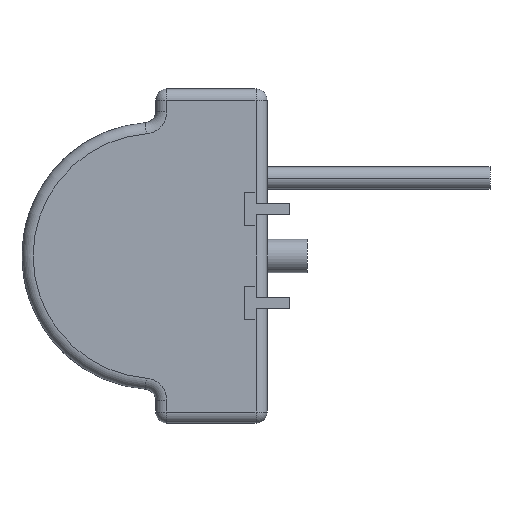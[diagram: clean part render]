
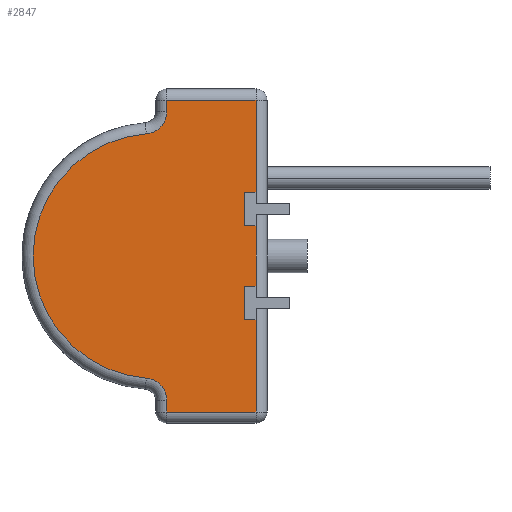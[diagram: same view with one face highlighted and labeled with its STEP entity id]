
A CAD part, left-side view. The second image highlights one B-rep face of the part: STEP entity #2847.
In plain terms, the highlighted planar face has unit normal (-1, 0, 0).
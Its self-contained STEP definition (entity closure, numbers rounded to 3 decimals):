
#35=DIRECTION('',(0.,1.,0.));
#36=VECTOR('',#35,0.5);
#37=CARTESIAN_POINT('',(-4.,0.5,-1.35));
#38=LINE('',#37,#36);
#43=DIRECTION('',(0.,0.,-1.));
#44=VECTOR('',#43,1.5);
#45=CARTESIAN_POINT('',(-4.,1.,-1.35));
#46=LINE('',#45,#44);
#50=DIRECTION('',(0.,-1.,0.));
#51=VECTOR('',#50,0.5);
#52=CARTESIAN_POINT('',(-4.,1.,-2.85));
#53=LINE('',#52,#51);
#57=DIRECTION('',(0.,0.,1.));
#58=VECTOR('',#57,4.15);
#59=CARTESIAN_POINT('',(-4.,0.5,-7.));
#60=LINE('',#59,#58);
#64=DIRECTION('',(0.,-1.,0.));
#65=VECTOR('',#64,4.);
#66=CARTESIAN_POINT('',(-4.,4.5,-7.));
#67=LINE('',#66,#65);
#71=DIRECTION('',(0.,0.,-1.));
#72=VECTOR('',#71,0.519);
#73=CARTESIAN_POINT('',(-4.,4.5,-6.481));
#74=LINE('',#73,#72);
#78=CARTESIAN_POINT('',(-4.,5.5,-6.481));
#79=DIRECTION('',(-1.,0.,0.));
#80=DIRECTION('',(0.,-1.,0.));
#81=AXIS2_PLACEMENT_3D('',#78,#79,#80);
#86=CARTESIAN_POINT('',(-4.,5.,0.));
#87=DIRECTION('',(-1.,0.,0.));
#88=DIRECTION('',(0.,0.077,0.997));
#89=AXIS2_PLACEMENT_3D('',#86,#87,#88);
#94=CARTESIAN_POINT('',(-4.,5.5,6.481));
#95=DIRECTION('',(-1.,0.,0.));
#96=DIRECTION('',(0.,-0.076,-0.997));
#97=AXIS2_PLACEMENT_3D('',#94,#95,#96);
#102=DIRECTION('',(0.,0.,-1.));
#103=VECTOR('',#102,0.519);
#104=CARTESIAN_POINT('',(-4.,4.5,7.));
#105=LINE('',#104,#103);
#109=DIRECTION('',(0.,1.,0.));
#110=VECTOR('',#109,4.);
#111=CARTESIAN_POINT('',(-4.,0.5,7.));
#112=LINE('',#111,#110);
#116=DIRECTION('',(0.,0.,1.));
#117=VECTOR('',#116,4.15);
#118=CARTESIAN_POINT('',(-4.,0.5,2.85));
#119=LINE('',#118,#117);
#123=DIRECTION('',(0.,-1.,0.));
#124=VECTOR('',#123,0.5);
#125=CARTESIAN_POINT('',(-4.,1.,2.85));
#126=LINE('',#125,#124);
#130=DIRECTION('',(0.,0.,1.));
#131=VECTOR('',#130,1.5);
#132=CARTESIAN_POINT('',(-4.,1.,1.35));
#133=LINE('',#132,#131);
#137=DIRECTION('',(0.,1.,0.));
#138=VECTOR('',#137,0.5);
#139=CARTESIAN_POINT('',(-4.,0.5,1.35));
#140=LINE('',#139,#138);
#144=DIRECTION('',(0.,0.,1.));
#145=VECTOR('',#144,2.7);
#146=CARTESIAN_POINT('',(-4.,0.5,-1.35));
#147=LINE('',#146,#145);
#2522=CARTESIAN_POINT('',(-4.,0.5,1.35));
#2523=CARTESIAN_POINT('',(-4.,1.,1.35));
#2524=VERTEX_POINT('',#2522);
#2525=VERTEX_POINT('',#2523);
#2526=CARTESIAN_POINT('',(-4.,1.,2.85));
#2527=VERTEX_POINT('',#2526);
#2528=CARTESIAN_POINT('',(-4.,0.5,2.85));
#2529=VERTEX_POINT('',#2528);
#2586=CARTESIAN_POINT('',(-4.,0.5,-1.35));
#2587=CARTESIAN_POINT('',(-4.,1.,-1.35));
#2588=VERTEX_POINT('',#2586);
#2589=VERTEX_POINT('',#2587);
#2590=CARTESIAN_POINT('',(-4.,1.,-2.85));
#2591=VERTEX_POINT('',#2590);
#2592=CARTESIAN_POINT('',(-4.,0.5,-2.85));
#2593=VERTEX_POINT('',#2592);
#2684=CARTESIAN_POINT('',(-4.,4.5,7.));
#2685=CARTESIAN_POINT('',(-4.,4.5,6.481));
#2686=VERTEX_POINT('',#2684);
#2687=VERTEX_POINT('',#2685);
#2688=CARTESIAN_POINT('',(-4.,5.424,5.484));
#2689=CARTESIAN_POINT('',(-4.,5.424,-5.484));
#2690=VERTEX_POINT('',#2688);
#2691=VERTEX_POINT('',#2689);
#2696=CARTESIAN_POINT('',(-4.,4.5,-6.481));
#2697=CARTESIAN_POINT('',(-4.,4.5,-7.));
#2698=VERTEX_POINT('',#2696);
#2699=VERTEX_POINT('',#2697);
#2702=CARTESIAN_POINT('',(-4.,0.5,-7.));
#2703=VERTEX_POINT('',#2702);
#2704=CARTESIAN_POINT('',(-4.,0.5,7.));
#2705=VERTEX_POINT('',#2704);
#2808=CARTESIAN_POINT('',(-4.,0.,0.));
#2809=DIRECTION('',(1.,0.,0.));
#2810=DIRECTION('',(0.,0.,-1.));
#2811=AXIS2_PLACEMENT_3D('',#2808,#2809,#2810);
#2812=PLANE('',#2811);
#2814=ORIENTED_EDGE('',*,*,#2813,.T.);
#2816=ORIENTED_EDGE('',*,*,#2815,.T.);
#2818=ORIENTED_EDGE('',*,*,#2817,.T.);
#2820=ORIENTED_EDGE('',*,*,#2819,.F.);
#2822=ORIENTED_EDGE('',*,*,#2821,.F.);
#2824=ORIENTED_EDGE('',*,*,#2823,.F.);
#2826=ORIENTED_EDGE('',*,*,#2825,.T.);
#2828=ORIENTED_EDGE('',*,*,#2827,.F.);
#2830=ORIENTED_EDGE('',*,*,#2829,.T.);
#2832=ORIENTED_EDGE('',*,*,#2831,.F.);
#2834=ORIENTED_EDGE('',*,*,#2833,.F.);
#2836=ORIENTED_EDGE('',*,*,#2835,.F.);
#2838=ORIENTED_EDGE('',*,*,#2837,.F.);
#2840=ORIENTED_EDGE('',*,*,#2839,.F.);
#2842=ORIENTED_EDGE('',*,*,#2841,.F.);
#2844=ORIENTED_EDGE('',*,*,#2843,.F.);
#2845=EDGE_LOOP('',(#2814,#2816,#2818,#2820,#2822,#2824,#2826,#2828,#2830,#2832,
#2834,#2836,#2838,#2840,#2842,#2844));
#2846=FACE_OUTER_BOUND('',#2845,.F.);
#2847=ADVANCED_FACE('',(#2846),#2812,.F.);
#82=CIRCLE('',#81,1.);
#90=CIRCLE('',#89,5.5);
#98=CIRCLE('',#97,1.);
#2813=EDGE_CURVE('',#2588,#2589,#38,.T.);
#2815=EDGE_CURVE('',#2589,#2591,#46,.T.);
#2817=EDGE_CURVE('',#2591,#2593,#53,.T.);
#2819=EDGE_CURVE('',#2703,#2593,#60,.T.);
#2821=EDGE_CURVE('',#2699,#2703,#67,.T.);
#2823=EDGE_CURVE('',#2698,#2699,#74,.T.);
#2825=EDGE_CURVE('',#2698,#2691,#82,.T.);
#2827=EDGE_CURVE('',#2690,#2691,#90,.T.);
#2829=EDGE_CURVE('',#2690,#2687,#98,.T.);
#2831=EDGE_CURVE('',#2686,#2687,#105,.T.);
#2833=EDGE_CURVE('',#2705,#2686,#112,.T.);
#2835=EDGE_CURVE('',#2529,#2705,#119,.T.);
#2837=EDGE_CURVE('',#2527,#2529,#126,.T.);
#2839=EDGE_CURVE('',#2525,#2527,#133,.T.);
#2841=EDGE_CURVE('',#2524,#2525,#140,.T.);
#2843=EDGE_CURVE('',#2588,#2524,#147,.T.);
